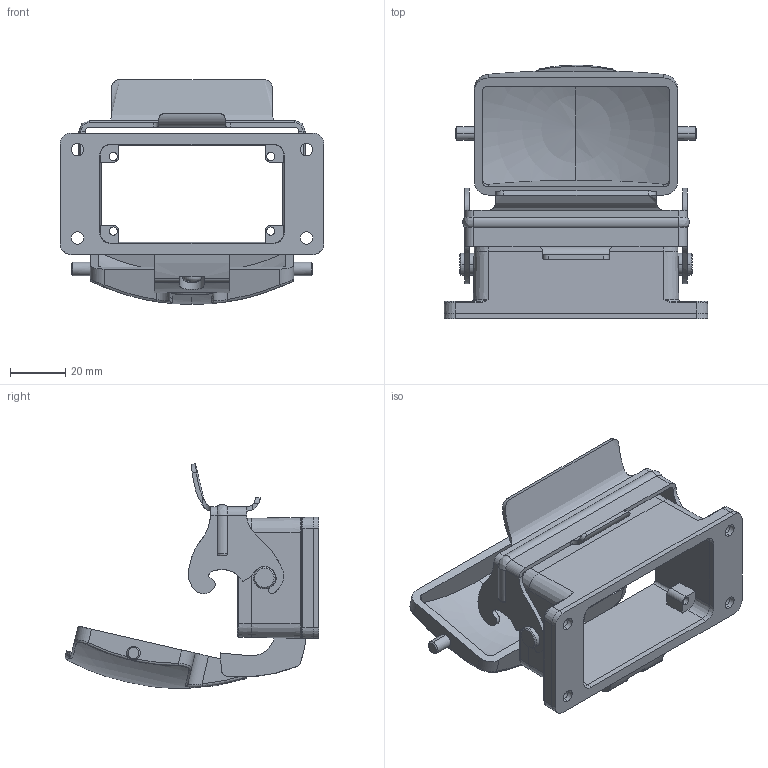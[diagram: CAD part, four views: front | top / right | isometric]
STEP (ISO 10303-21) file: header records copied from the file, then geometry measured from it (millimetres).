
FILE_DESCRIPTION (( 'STEP AP214' ), '1' );
FILE_NAME ('ZP-MC10B-2-SBHC.step', '2015-08-12T18:12:30', ( '' ), ( '' ), 'SwSTEP 2.0', 'SolidWorks 2014', '' );
FILE_SCHEMA (( 'AUTOMOTIVE_DESIGN' ));
Length unit declared in the file: millimetre
Products named in the file (1): ZP-MC10B-2-SBHC
Bounding box: 95.55 x 91.95 x 81.45 mm (x, y, z)
Volume: 59115.8 mm3; surface area: 38506.2 mm2
Topology: 3 solids, 3 shells, 293 faces, 743 edges, 454 vertices
Faces by surface type: plane 112, cylinder 88, bspline 37, cone 36, torus 20
Entity records: 13375 total; most frequent: CARTESIAN_POINT 4090, ORIENTED_EDGE 1470, DIRECTION 1357, EDGE_CURVE 735, AXIS2_PLACEMENT_3D 497, VERTEX_POINT 454, LINE 363, VECTOR 363
